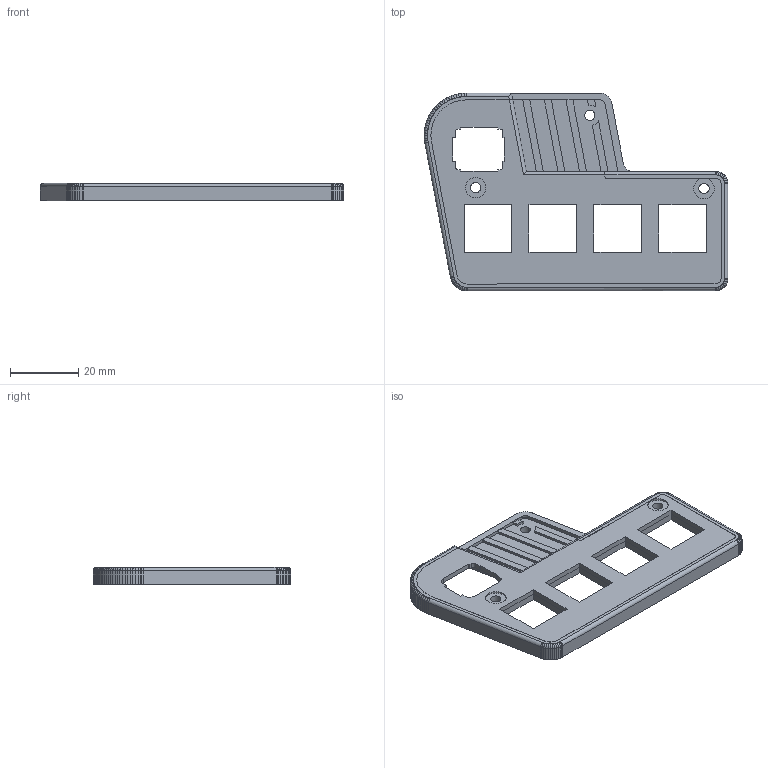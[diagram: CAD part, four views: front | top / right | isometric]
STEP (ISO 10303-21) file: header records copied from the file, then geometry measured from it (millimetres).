
FILE_DESCRIPTION(/* description */ ('KiCad electronic assembly'),/* implementation_level */ '2;1');
FILE_NAME(/* name */ '4KEMPuppercase.step',/* time_stamp */ '2026-02-10T18:28:49-08:00',/* author */ (''),/* organization */ (''),/* preprocessor_version */ 'ST-DEVELOPER v20.1',/* originating_system */ 'Autodesk Translation Framework v14.21.0.0',/* authorisation */ '');
FILE_SCHEMA (('AUTOMOTIVE_DESIGN { 1 0 10303 214 3 1 1 }'));
Length unit declared in the file: millimetre
Products named in the file (2): shennyshen 1; Component13
Assembly tree (1 placements, depth 2):
  shennyshen 1
    Component13
Bounding box: 89.13 x 58.02 x 5.05 mm (x, y, z)
Volume: 11691.2 mm3; surface area: 9680.2 mm2
Topology: 1 solids, 1 shells, 444 faces, 1192 edges, 756 vertices
Faces by surface type: plane 253, cylinder 134, torus 57
Full cylindrical faces by diameter (mm): 3 x3, 6 x2
Entity records: 13843 total; most frequent: DIRECTION 2409, CARTESIAN_POINT 2395, ORIENTED_EDGE 2384, EDGE_CURVE 1192, LINE 869, VECTOR 869, AXIS2_PLACEMENT_3D 770, VERTEX_POINT 756
